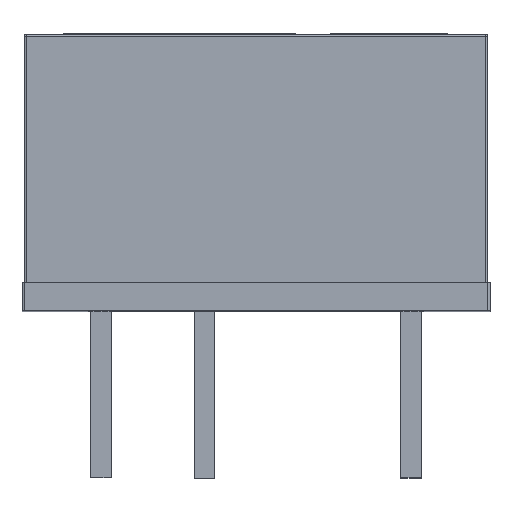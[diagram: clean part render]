
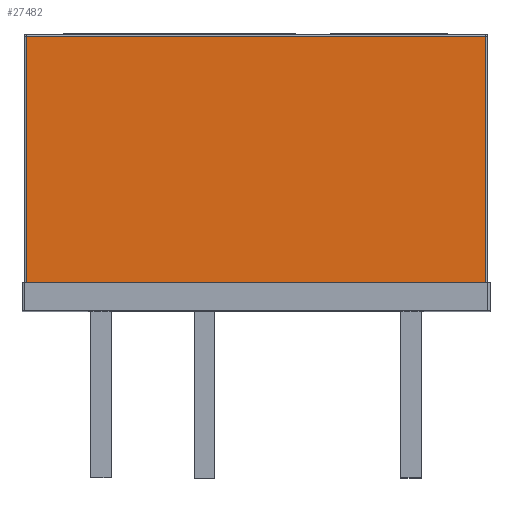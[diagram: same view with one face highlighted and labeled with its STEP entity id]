
A CAD part, top view. The second image highlights one B-rep face of the part: STEP entity #27482.
In plain terms, the highlighted planar face has unit normal (0, 0, 1).
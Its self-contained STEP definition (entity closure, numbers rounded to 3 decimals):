
#687 = ORIENTED_EDGE ( 'NONE', *, *, #7400, .T. ) ;
#913 = CARTESIAN_POINT ( 'NONE',  ( -1.89, 6.75, 1.04 ) ) ;
#1622 = VERTEX_POINT ( 'NONE', #26885 ) ;
#2137 = DIRECTION ( 'NONE',  ( 1., 0., 0. ) ) ;
#2386 = EDGE_CURVE ( 'NONE', #3885, #25563, #27733, .T. ) ;
#2454 = LINE ( 'NONE', #8305, #3966 ) ;
#3885 = VERTEX_POINT ( 'NONE', #22505 ) ;
#3966 = VECTOR ( 'NONE', #10663, 1000. ) ;
#4084 = VECTOR ( 'NONE', #17694, 1000. ) ;
#4817 = LINE ( 'NONE', #15462, #4084 ) ;
#7317 = CARTESIAN_POINT ( 'NONE',  ( -1.84, 0.7, 1.04 ) ) ;
#7400 = EDGE_CURVE ( 'NONE', #1622, #23036, #4817, .T. ) ;
#8305 = CARTESIAN_POINT ( 'NONE',  ( -1.89, 0.7, 1.04 ) ) ;
#10254 = DIRECTION ( 'NONE',  ( -1., 0., 0. ) ) ;
#10663 = DIRECTION ( 'NONE',  ( -1., 0., 0. ) ) ;
#15395 = VECTOR ( 'NONE', #28593, 1000. ) ;
#15451 = FACE_OUTER_BOUND ( 'NONE', #19563, .T. ) ;
#15462 = CARTESIAN_POINT ( 'NONE',  ( -1.84, 0.7, 1.04 ) ) ;
#16136 = DIRECTION ( 'NONE',  ( 0., 0., -1. ) ) ;
#16474 = CARTESIAN_POINT ( 'NONE',  ( 9.46, 6.75, 1.04 ) ) ;
#17694 = DIRECTION ( 'NONE',  ( 0., -1., 0. ) ) ;
#19563 = EDGE_LOOP ( 'NONE', ( #26414, #20231, #23832, #687 ) ) ;
#20231 = ORIENTED_EDGE ( 'NONE', *, *, #2386, .T. ) ;
#20352 = LINE ( 'NONE', #913, #25737 ) ;
#20740 = PLANE ( 'NONE',  #27282 ) ;
#22279 = EDGE_CURVE ( 'NONE', #3885, #23036, #2454, .T. ) ;
#22505 = CARTESIAN_POINT ( 'NONE',  ( 9.46, 0.7, 1.04 ) ) ;
#23036 = VERTEX_POINT ( 'NONE', #7317 ) ;
#23832 = ORIENTED_EDGE ( 'NONE', *, *, #29397, .T. ) ;
#23931 = CARTESIAN_POINT ( 'NONE',  ( 9.46, 0.7, 1.04 ) ) ;
#25563 = VERTEX_POINT ( 'NONE', #16474 ) ;
#25737 = VECTOR ( 'NONE', #10254, 1000. ) ;
#26414 = ORIENTED_EDGE ( 'NONE', *, *, #22279, .F. ) ;
#26885 = CARTESIAN_POINT ( 'NONE',  ( -1.84, 6.75, 1.04 ) ) ;
#27282 = AXIS2_PLACEMENT_3D ( 'NONE', #30027, #16136, #2137 ) ;
#27482 = ADVANCED_FACE ( 'NONE', ( #15451 ), #20740, .F. ) ;
#27733 = LINE ( 'NONE', #23931, #15395 ) ;
#28593 = DIRECTION ( 'NONE',  ( 0., 1., 0. ) ) ;
#29397 = EDGE_CURVE ( 'NONE', #25563, #1622, #20352, .T. ) ;
#30027 = CARTESIAN_POINT ( 'NONE',  ( -1.89, 0.7, 1.04 ) ) ;
